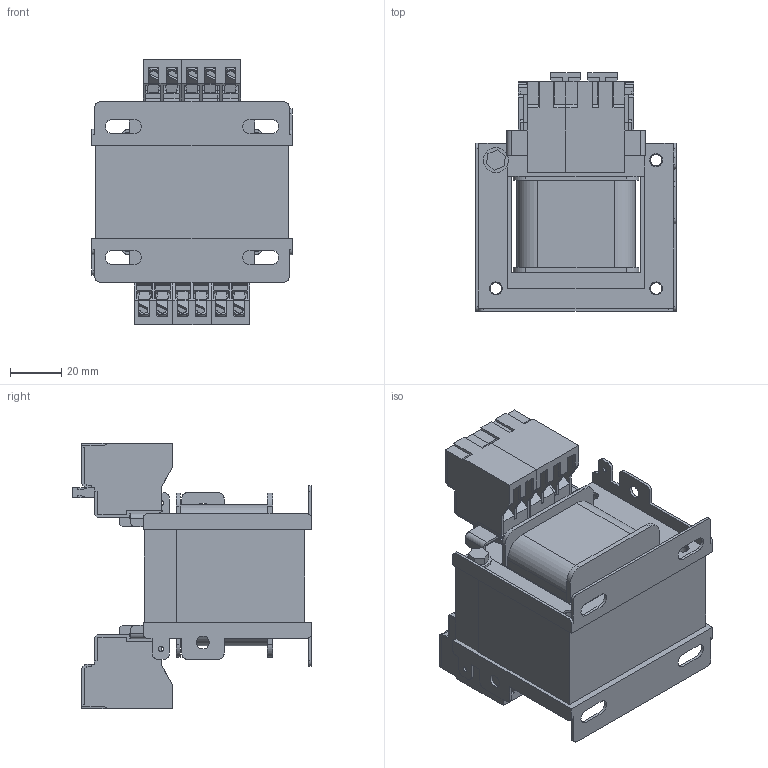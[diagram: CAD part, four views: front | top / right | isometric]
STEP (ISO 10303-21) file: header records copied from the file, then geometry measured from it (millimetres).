
FILE_DESCRIPTION (( 'STEP AP203' ), '1' );
FILE_NAME ('EURM0041.STEP', '2024-07-08T11:41:30', ( 'Utilisateur Windows' ), ( '' ), 'SwSTEP 2.0', 'SolidWorks 2023', '' );
FILE_SCHEMA (( 'CONFIG_CONTROL_DESIGN' ));
Length unit declared in the file: millimetre
Products named in the file (12): Ref. 122; Tole monophase EI 62.5x75 1W7 - I - 36.5; Vis tete hexa M4; Conta clip PTKS 4-3 Couvercle; Rondelle M4; Conta clip PTKS Cavalier; Conta clip PTKS 4-1; Conta clip PTKS 4-2; Cadre pour borne WAGO 62.5x75; EURM0041; Tole monophase EI 62.5x75 1W7 - E - 36.5; Conta clip PTKS 4-2 Couvercle
Assembly tree (22 placements, depth 2):
  EURM0041
    Cadre pour borne WAGO 62.5x75  x2
    Ref. 122
    Conta clip PTKS 4-3 Couvercle
    Conta clip PTKS Cavalier  x2
    Tole monophase EI 62.5x75 1W7 - E - 36.5
    Tole monophase EI 62.5x75 1W7 - I - 36.5
    Conta clip PTKS 4-2  x5
    Conta clip PTKS 4-1
    Conta clip PTKS 4-2 Couvercle  x4
    Vis tete hexa M4  x2
    Rondelle M4  x2
Bounding box: 78 x 93 x 103.4 mm (x, y, z)
Volume: 265747.7 mm3; surface area: 122162 mm2
Topology: 22 solids, 22 shells, 2935 faces, 8231 edges, 5437 vertices
Faces by surface type: plane 2130, cylinder 696, bspline 53, cone 44, torus 12
Entity records: 39039 total; most frequent: CARTESIAN_POINT 9090, ORIENTED_EDGE 6142, DIRECTION 5548, EDGE_CURVE 3071, LINE 2444, VECTOR 2444, VERTEX_POINT 2029, AXIS2_PLACEMENT_3D 1552
